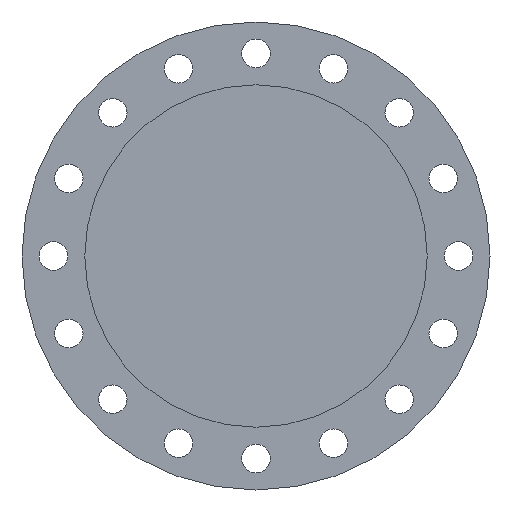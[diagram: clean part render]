
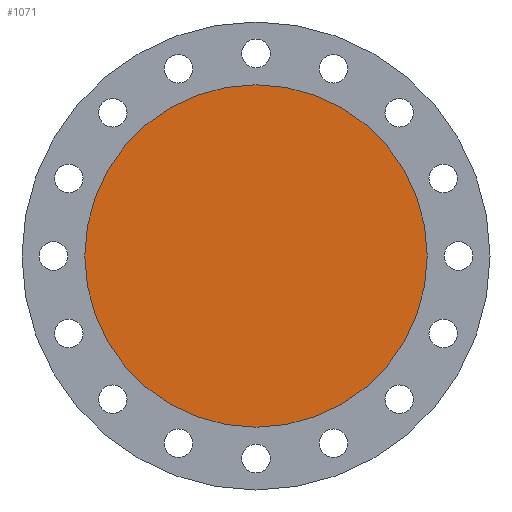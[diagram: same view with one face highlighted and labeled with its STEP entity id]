
A CAD part, left-side view. The second image highlights one B-rep face of the part: STEP entity #1071.
In plain terms, the highlighted planar face has unit normal (-1, 0, 0).
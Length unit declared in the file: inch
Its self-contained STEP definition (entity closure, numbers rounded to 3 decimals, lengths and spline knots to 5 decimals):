
#82 = DIRECTION ( 'NONE',  ( -1., 0., 0. ) ) ;
#219 = ORIENTED_EDGE ( 'NONE', *, *, #1400, .T. ) ;
#228 = EDGE_LOOP ( 'NONE', ( #219, #244 ) ) ;
#244 = ORIENTED_EDGE ( 'NONE', *, *, #1206, .T. ) ;
#266 = PLANE ( 'NONE',  #882 ) ;
#293 = CARTESIAN_POINT ( 'NONE',  ( 0., 0., 0. ) ) ;
#347 = CARTESIAN_POINT ( 'NONE',  ( 0., 0., 0. ) ) ;
#370 = CARTESIAN_POINT ( 'NONE',  ( 0., 0., 7.5 ) ) ;
#427 = AXIS2_PLACEMENT_3D ( 'NONE', #347, #796, #1243 ) ;
#471 = DIRECTION ( 'NONE',  ( 0., 0., 1. ) ) ;
#589 = CARTESIAN_POINT ( 'NONE',  ( 0., 0., 0. ) ) ;
#640 = AXIS2_PLACEMENT_3D ( 'NONE', #293, #82, #1417 ) ;
#704 = FACE_OUTER_BOUND ( 'NONE', #228, .T. ) ;
#750 = VERTEX_POINT ( 'NONE', #868 ) ;
#763 = CIRCLE ( 'NONE', #427, 7.5 ) ;
#796 = DIRECTION ( 'NONE',  ( -1., 0., 0. ) ) ;
#868 = CARTESIAN_POINT ( 'NONE',  ( 0., 0., -7.5 ) ) ;
#882 = AXIS2_PLACEMENT_3D ( 'NONE', #589, #1259, #471 ) ;
#991 = VERTEX_POINT ( 'NONE', #370 ) ;
#1071 = ADVANCED_FACE ( 'NONE', ( #704 ), #266, .T. ) ;
#1206 = EDGE_CURVE ( 'NONE', #750, #991, #1306, .T. ) ;
#1243 = DIRECTION ( 'NONE',  ( 0., 0., 1. ) ) ;
#1259 = DIRECTION ( 'NONE',  ( -1., 0., 0. ) ) ;
#1306 = CIRCLE ( 'NONE', #640, 7.5 ) ;
#1400 = EDGE_CURVE ( 'NONE', #991, #750, #763, .T. ) ;
#1417 = DIRECTION ( 'NONE',  ( 0., 0., 1. ) ) ;
